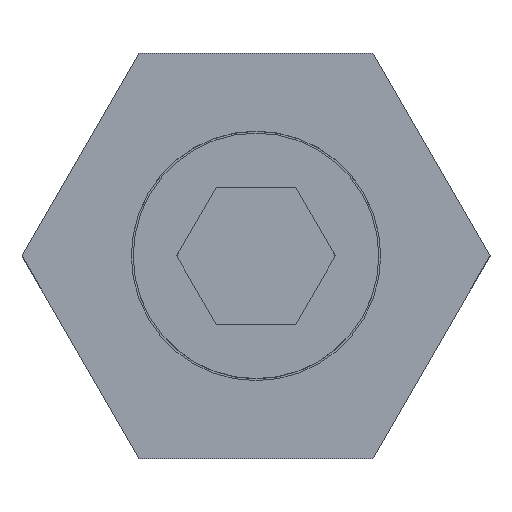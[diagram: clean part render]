
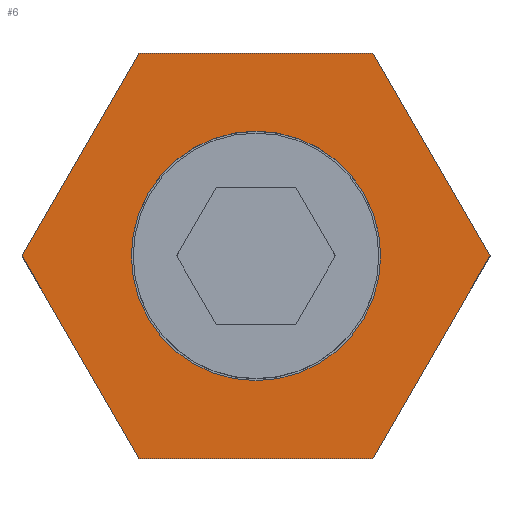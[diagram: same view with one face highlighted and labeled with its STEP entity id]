
A CAD part, top view. The second image highlights one B-rep face of the part: STEP entity #6.
In plain terms, the highlighted planar face has unit normal (0, 0, 1).
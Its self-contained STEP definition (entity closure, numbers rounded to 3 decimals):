
#6 = ADVANCED_FACE ( 'NONE', ( #368, #584 ), #1064, .T. ) ;
#16 = LINE ( 'NONE', #175, #922 ) ;
#18 = EDGE_CURVE ( 'NONE', #871, #969, #1080, .T. ) ;
#32 = DIRECTION ( 'NONE',  ( 0.5, 0.866, 0. ) ) ;
#38 = CARTESIAN_POINT ( 'NONE',  ( -6.35, 0., 6.35 ) ) ;
#50 = LINE ( 'NONE', #996, #145 ) ;
#57 = DIRECTION ( 'NONE',  ( 1., 0., 0. ) ) ;
#113 = AXIS2_PLACEMENT_3D ( 'NONE', #126, #991, #550 ) ;
#114 = ORIENTED_EDGE ( 'NONE', *, *, #847, .T. ) ;
#126 = CARTESIAN_POINT ( 'NONE',  ( 17.873, 10.319, 6.35 ) ) ;
#133 = DIRECTION ( 'NONE',  ( 0.5, -0.866, 0. ) ) ;
#145 = VECTOR ( 'NONE', #133, 1000. ) ;
#175 = CARTESIAN_POINT ( 'NONE',  ( -5.958, 10.319, 6.35 ) ) ;
#208 = DIRECTION ( 'NONE',  ( 0., 0., -1. ) ) ;
#267 = LINE ( 'NONE', #1093, #1114 ) ;
#284 = CARTESIAN_POINT ( 'NONE',  ( 11.915, 0., 6.35 ) ) ;
#287 = ORIENTED_EDGE ( 'NONE', *, *, #329, .T. ) ;
#297 = CARTESIAN_POINT ( 'NONE',  ( 5.958, -10.319, 6.35 ) ) ;
#325 = DIRECTION ( 'NONE',  ( 0., 0., -1. ) ) ;
#327 = DIRECTION ( 'NONE',  ( -0.5, 0.866, 0. ) ) ;
#329 = EDGE_CURVE ( 'NONE', #677, #963, #739, .T. ) ;
#368 = FACE_OUTER_BOUND ( 'NONE', #493, .T. ) ;
#382 = CIRCLE ( 'NONE', #680, 6.35 ) ;
#465 = CARTESIAN_POINT ( 'NONE',  ( -11.915, 0., 6.35 ) ) ;
#470 = CARTESIAN_POINT ( 'NONE',  ( 0., 0., 6.35 ) ) ;
#471 = CARTESIAN_POINT ( 'NONE',  ( 6.35, 0., 6.35 ) ) ;
#476 = CARTESIAN_POINT ( 'NONE',  ( 5.958, 10.319, 6.35 ) ) ;
#478 = CARTESIAN_POINT ( 'NONE',  ( 0., 0., 6.35 ) ) ;
#480 = EDGE_CURVE ( 'NONE', #963, #902, #700, .T. ) ;
#493 = EDGE_LOOP ( 'NONE', ( #728, #287, #935, #683, #591, #1022 ) ) ;
#547 = VECTOR ( 'NONE', #709, 1000. ) ;
#550 = DIRECTION ( 'NONE',  ( 1., 0., 0. ) ) ;
#569 = CARTESIAN_POINT ( 'NONE',  ( -5.958, 10.319, 6.35 ) ) ;
#581 = AXIS2_PLACEMENT_3D ( 'NONE', #470, #325, #57 ) ;
#584 = FACE_BOUND ( 'NONE', #756, .T. ) ;
#591 = ORIENTED_EDGE ( 'NONE', *, *, #910, .T. ) ;
#608 = VECTOR ( 'NONE', #327, 1000. ) ;
#615 = EDGE_CURVE ( 'NONE', #902, #911, #16, .T. ) ;
#662 = ORIENTED_EDGE ( 'NONE', *, *, #18, .T. ) ;
#677 = VERTEX_POINT ( 'NONE', #284 ) ;
#680 = AXIS2_PLACEMENT_3D ( 'NONE', #478, #208, #740 ) ;
#683 = ORIENTED_EDGE ( 'NONE', *, *, #615, .T. ) ;
#700 = LINE ( 'NONE', #878, #547 ) ;
#709 = DIRECTION ( 'NONE',  ( -1., 0., 0. ) ) ;
#711 = VECTOR ( 'NONE', #32, 1000. ) ;
#728 = ORIENTED_EDGE ( 'NONE', *, *, #896, .T. ) ;
#739 = LINE ( 'NONE', #858, #608 ) ;
#740 = DIRECTION ( 'NONE',  ( 1., 0., 0. ) ) ;
#746 = VERTEX_POINT ( 'NONE', #983 ) ;
#756 = EDGE_LOOP ( 'NONE', ( #114, #662 ) ) ;
#847 = EDGE_CURVE ( 'NONE', #969, #871, #382, .T. ) ;
#849 = VERTEX_POINT ( 'NONE', #1084 ) ;
#858 = CARTESIAN_POINT ( 'NONE',  ( 11.915, 0., 6.35 ) ) ;
#871 = VERTEX_POINT ( 'NONE', #471 ) ;
#878 = CARTESIAN_POINT ( 'NONE',  ( 5.958, 10.319, 6.35 ) ) ;
#896 = EDGE_CURVE ( 'NONE', #746, #677, #899, .T. ) ;
#899 = LINE ( 'NONE', #297, #711 ) ;
#902 = VERTEX_POINT ( 'NONE', #569 ) ;
#910 = EDGE_CURVE ( 'NONE', #911, #849, #50, .T. ) ;
#911 = VERTEX_POINT ( 'NONE', #465 ) ;
#922 = VECTOR ( 'NONE', #990, 1000. ) ;
#935 = ORIENTED_EDGE ( 'NONE', *, *, #480, .T. ) ;
#963 = VERTEX_POINT ( 'NONE', #476 ) ;
#969 = VERTEX_POINT ( 'NONE', #38 ) ;
#983 = CARTESIAN_POINT ( 'NONE',  ( 5.958, -10.319, 6.35 ) ) ;
#990 = DIRECTION ( 'NONE',  ( -0.5, -0.866, 0. ) ) ;
#991 = DIRECTION ( 'NONE',  ( 0., 0., 1. ) ) ;
#996 = CARTESIAN_POINT ( 'NONE',  ( -11.915, 0., 6.35 ) ) ;
#1022 = ORIENTED_EDGE ( 'NONE', *, *, #1083, .T. ) ;
#1023 = DIRECTION ( 'NONE',  ( 1., 0., 0. ) ) ;
#1064 = PLANE ( 'NONE',  #113 ) ;
#1080 = CIRCLE ( 'NONE', #581, 6.35 ) ;
#1083 = EDGE_CURVE ( 'NONE', #849, #746, #267, .T. ) ;
#1084 = CARTESIAN_POINT ( 'NONE',  ( -5.958, -10.319, 6.35 ) ) ;
#1093 = CARTESIAN_POINT ( 'NONE',  ( -5.958, -10.319, 6.35 ) ) ;
#1114 = VECTOR ( 'NONE', #1023, 1000. ) ;
